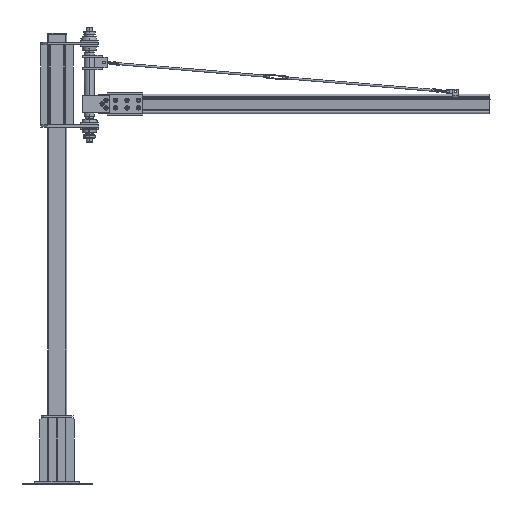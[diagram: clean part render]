
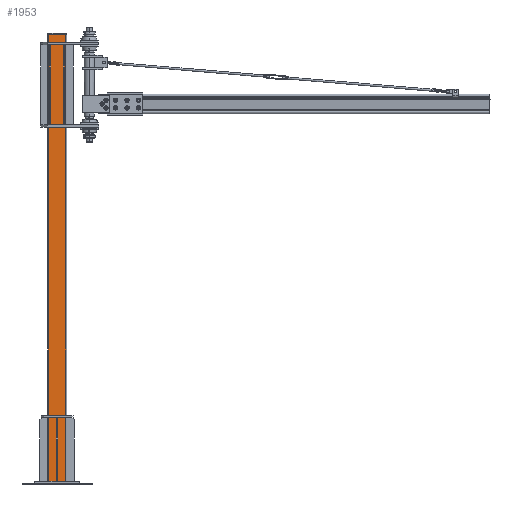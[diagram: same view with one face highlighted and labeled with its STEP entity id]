
A CAD part, left-side view. The second image highlights one B-rep face of the part: STEP entity #1953.
In plain terms, the highlighted free-form (B-spline) face has degree [1, 1] with [2, 2] control points.
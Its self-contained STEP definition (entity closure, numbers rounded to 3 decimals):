
#1926 = VERTEX_POINT('',#1927);
#1927 = CARTESIAN_POINT('',(1662.233,1810.945,
    -75.908));
#1933 = EDGE_CURVE('',#1934,#1926,#1936,.T.);
#1934 = VERTEX_POINT('',#1935);
#1935 = CARTESIAN_POINT('',(1662.233,1810.945,
    3227.617));
#1936 = B_SPLINE_CURVE_WITH_KNOTS('',1,(#1937,#1938),.UNSPECIFIED.,.F.,
  .F.,(2,2),(-0.,3500.),.PIECEWISE_BEZIER_KNOTS.);
#1937 = CARTESIAN_POINT('',(1662.233,1810.945,
    3227.617));
#1938 = CARTESIAN_POINT('',(1662.233,1810.945,
    -75.908));
#1953 = ADVANCED_FACE('',(#1954),#1976,.F.);
#1954 = FACE_BOUND('',#1955,.T.);
#1955 = EDGE_LOOP('',(#1956,#1963,#1970,#1975));
#1956 = ORIENTED_EDGE('',*,*,#1957,.T.);
#1957 = EDGE_CURVE('',#1926,#1958,#1960,.T.);
#1958 = VERTEX_POINT('',#1959);
#1959 = CARTESIAN_POINT('',(1662.233,1680.692,
    -75.908));
#1960 = B_SPLINE_CURVE_WITH_KNOTS('',1,(#1961,#1962),.UNSPECIFIED.,.F.,
  .F.,(2,2),(0.,138.),.PIECEWISE_BEZIER_KNOTS.);
#1961 = CARTESIAN_POINT('',(1662.233,1810.945,
    -75.908));
#1962 = CARTESIAN_POINT('',(1662.233,1680.692,
    -75.908));
#1963 = ORIENTED_EDGE('',*,*,#1964,.F.);
#1964 = EDGE_CURVE('',#1965,#1958,#1967,.T.);
#1965 = VERTEX_POINT('',#1966);
#1966 = CARTESIAN_POINT('',(1662.233,1680.692,
    3227.617));
#1967 = B_SPLINE_CURVE_WITH_KNOTS('',1,(#1968,#1969),.UNSPECIFIED.,.F.,
  .F.,(2,2),(-0.,3500.),.PIECEWISE_BEZIER_KNOTS.);
#1968 = CARTESIAN_POINT('',(1662.233,1680.692,
    3227.617));
#1969 = CARTESIAN_POINT('',(1662.233,1680.692,
    -75.908));
#1970 = ORIENTED_EDGE('',*,*,#1971,.F.);
#1971 = EDGE_CURVE('',#1934,#1965,#1972,.T.);
#1972 = B_SPLINE_CURVE_WITH_KNOTS('',1,(#1973,#1974),.UNSPECIFIED.,.F.,
  .F.,(2,2),(0.,138.),.PIECEWISE_BEZIER_KNOTS.);
#1973 = CARTESIAN_POINT('',(1662.233,1810.945,
    3227.617));
#1974 = CARTESIAN_POINT('',(1662.233,1680.692,
    3227.617));
#1975 = ORIENTED_EDGE('',*,*,#1933,.T.);
#1976 = B_SPLINE_SURFACE_WITH_KNOTS('',1,1,(
    (#1977,#1978)
    ,(#1979,#1980
  )),.UNSPECIFIED.,.F.,.F.,.F.,(2,2),(2,2),(-0.,3500.),(-138.,0.),
  .PIECEWISE_BEZIER_KNOTS.);
#1977 = CARTESIAN_POINT('',(1662.233,1680.692,
    3227.617));
#1978 = CARTESIAN_POINT('',(1662.233,1810.945,
    3227.617));
#1979 = CARTESIAN_POINT('',(1662.233,1680.692,
    -75.908));
#1980 = CARTESIAN_POINT('',(1662.233,1810.945,
    -75.908));
